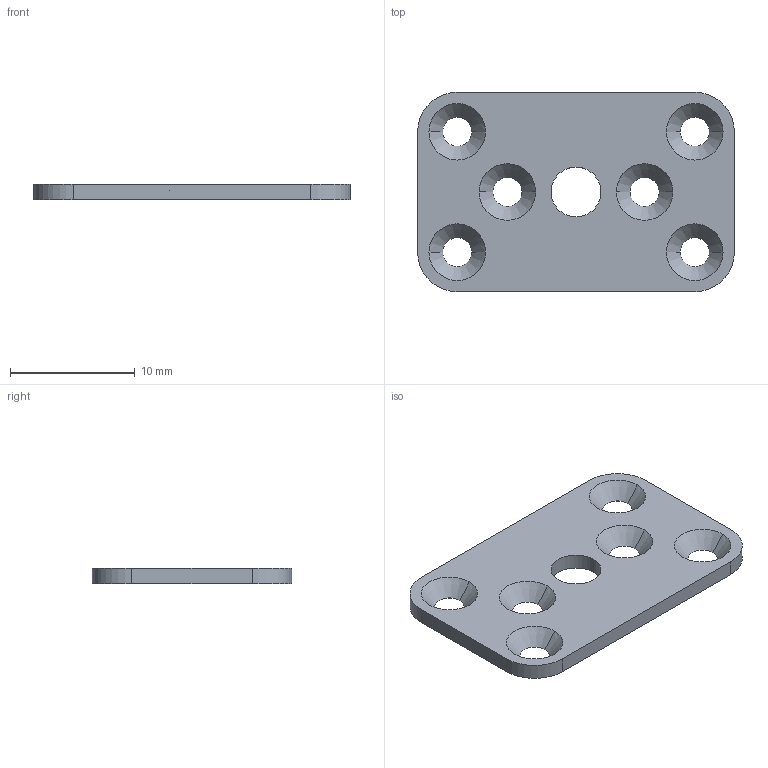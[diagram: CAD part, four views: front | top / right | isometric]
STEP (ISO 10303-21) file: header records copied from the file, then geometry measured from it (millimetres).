
FILE_DESCRIPTION (( 'STEP AP214' ), '1' );
FILE_NAME ('finger tech gold and silver mounting plate.STEP', '2011-08-04T00:31:17', ( 'Pete Smith' ), ( 'Kitbots' ), 'SwSTEP 2.0', 'SolidWorks 2002264', '' );
FILE_SCHEMA (( 'AUTOMOTIVE_DESIGN' ));
Length unit declared in the file: millimetre
Products named in the file (1): finger tech gold and silver mounting plate
Bounding box: 25.4 x 16 x 1.27 mm (x, y, z)
Volume: 416.2 mm3; surface area: 870.6 mm2
Topology: 1 solids, 1 shells, 36 faces, 90 edges, 56 vertices
Faces by surface type: cylinder 18, cone 12, plane 6
Entity records: 1137 total; most frequent: DIRECTION 212, CARTESIAN_POINT 183, ORIENTED_EDGE 180, EDGE_CURVE 90, AXIS2_PLACEMENT_3D 85, VERTEX_POINT 56, EDGE_LOOP 50, CIRCLE 48
